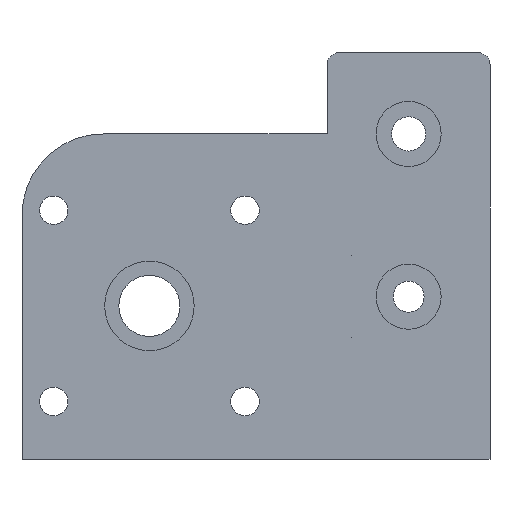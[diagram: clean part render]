
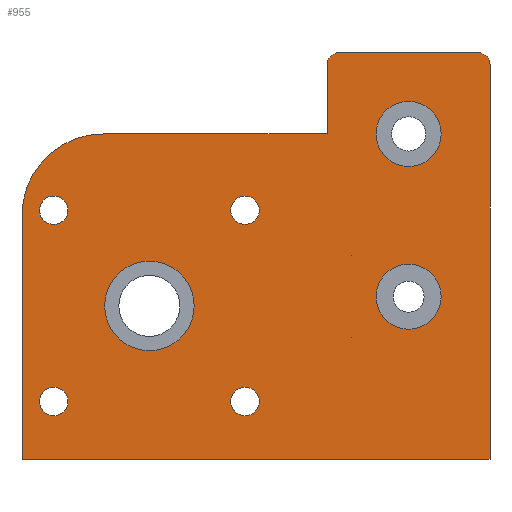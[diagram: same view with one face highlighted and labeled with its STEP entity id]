
A CAD part, left-side view. The second image highlights one B-rep face of the part: STEP entity #955.
In plain terms, the highlighted planar face has unit normal (-1, 0, 0).
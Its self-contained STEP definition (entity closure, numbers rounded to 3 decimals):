
#43=FACE_BOUND('',#119,.T.);
#44=FACE_BOUND('',#120,.T.);
#45=FACE_BOUND('',#121,.T.);
#46=FACE_BOUND('',#122,.T.);
#47=FACE_BOUND('',#123,.T.);
#48=FACE_BOUND('',#124,.T.);
#49=FACE_BOUND('',#125,.T.);
#50=FACE_BOUND('',#126,.T.);
#51=FACE_BOUND('',#127,.T.);
#65=FACE_OUTER_BOUND('',#118,.T.);
#118=EDGE_LOOP('',(#650,#651,#652,#653,#654,#655,#656,#657,#658));
#119=EDGE_LOOP('',(#659));
#120=EDGE_LOOP('',(#660));
#121=EDGE_LOOP('',(#661,#662,#663));
#122=EDGE_LOOP('',(#664,#665,#666));
#123=EDGE_LOOP('',(#667));
#124=EDGE_LOOP('',(#668));
#125=EDGE_LOOP('',(#669));
#126=EDGE_LOOP('',(#670));
#127=EDGE_LOOP('',(#671));
#193=CIRCLE('',#1023,20.);
#194=CIRCLE('',#1024,3.);
#195=CIRCLE('',#1025,3.);
#196=CIRCLE('',#1026,8.);
#197=CIRCLE('',#1027,8.);
#198=CIRCLE('',#1028,1.5);
#199=CIRCLE('',#1029,1.5);
#200=CIRCLE('',#1030,1.5);
#201=CIRCLE('',#1031,1.5);
#202=CIRCLE('',#1032,11.);
#203=CIRCLE('',#1033,3.5);
#204=CIRCLE('',#1034,3.5);
#205=CIRCLE('',#1035,3.5);
#206=CIRCLE('',#1036,3.5);
#249=LINE('',#1439,#333);
#250=LINE('',#1443,#334);
#251=LINE('',#1445,#335);
#252=LINE('',#1447,#336);
#253=LINE('',#1451,#337);
#254=LINE('',#1454,#338);
#255=LINE('',#1461,#339);
#256=LINE('',#1467,#340);
#333=VECTOR('',#1135,10.);
#334=VECTOR('',#1138,10.);
#335=VECTOR('',#1139,10.);
#336=VECTOR('',#1140,10.);
#337=VECTOR('',#1143,10.);
#338=VECTOR('',#1146,10.);
#339=VECTOR('',#1151,10.);
#340=VECTOR('',#1156,10.);
#417=VERTEX_POINT('',#1437);
#418=VERTEX_POINT('',#1438);
#419=VERTEX_POINT('',#1440);
#420=VERTEX_POINT('',#1442);
#421=VERTEX_POINT('',#1444);
#422=VERTEX_POINT('',#1446);
#423=VERTEX_POINT('',#1448);
#424=VERTEX_POINT('',#1450);
#425=VERTEX_POINT('',#1452);
#426=VERTEX_POINT('',#1455);
#427=VERTEX_POINT('',#1457);
#428=VERTEX_POINT('',#1459);
#429=VERTEX_POINT('',#1460);
#430=VERTEX_POINT('',#1462);
#431=VERTEX_POINT('',#1465);
#432=VERTEX_POINT('',#1466);
#433=VERTEX_POINT('',#1468);
#434=VERTEX_POINT('',#1471);
#435=VERTEX_POINT('',#1473);
#436=VERTEX_POINT('',#1475);
#437=VERTEX_POINT('',#1477);
#438=VERTEX_POINT('',#1479);
#510=EDGE_CURVE('',#417,#418,#249,.T.);
#511=EDGE_CURVE('',#418,#419,#193,.T.);
#512=EDGE_CURVE('',#419,#420,#250,.T.);
#513=EDGE_CURVE('',#420,#421,#251,.T.);
#514=EDGE_CURVE('',#421,#422,#252,.T.);
#515=EDGE_CURVE('',#422,#423,#194,.T.);
#516=EDGE_CURVE('',#423,#424,#253,.T.);
#517=EDGE_CURVE('',#424,#425,#195,.T.);
#518=EDGE_CURVE('',#417,#425,#254,.T.);
#519=EDGE_CURVE('',#426,#426,#196,.T.);
#520=EDGE_CURVE('',#427,#427,#197,.T.);
#521=EDGE_CURVE('',#428,#429,#255,.T.);
#522=EDGE_CURVE('',#429,#430,#198,.T.);
#523=EDGE_CURVE('',#430,#428,#199,.T.);
#524=EDGE_CURVE('',#431,#432,#256,.T.);
#525=EDGE_CURVE('',#432,#433,#200,.T.);
#526=EDGE_CURVE('',#433,#431,#201,.T.);
#527=EDGE_CURVE('',#434,#434,#202,.T.);
#528=EDGE_CURVE('',#435,#435,#203,.F.);
#529=EDGE_CURVE('',#436,#436,#204,.F.);
#530=EDGE_CURVE('',#437,#437,#205,.F.);
#531=EDGE_CURVE('',#438,#438,#206,.F.);
#650=ORIENTED_EDGE('',*,*,#510,.T.);
#651=ORIENTED_EDGE('',*,*,#511,.T.);
#652=ORIENTED_EDGE('',*,*,#512,.T.);
#653=ORIENTED_EDGE('',*,*,#513,.T.);
#654=ORIENTED_EDGE('',*,*,#514,.T.);
#655=ORIENTED_EDGE('',*,*,#515,.T.);
#656=ORIENTED_EDGE('',*,*,#516,.T.);
#657=ORIENTED_EDGE('',*,*,#517,.T.);
#658=ORIENTED_EDGE('',*,*,#518,.F.);
#659=ORIENTED_EDGE('',*,*,#519,.T.);
#660=ORIENTED_EDGE('',*,*,#520,.T.);
#661=ORIENTED_EDGE('',*,*,#521,.T.);
#662=ORIENTED_EDGE('',*,*,#522,.T.);
#663=ORIENTED_EDGE('',*,*,#523,.T.);
#664=ORIENTED_EDGE('',*,*,#524,.T.);
#665=ORIENTED_EDGE('',*,*,#525,.T.);
#666=ORIENTED_EDGE('',*,*,#526,.T.);
#667=ORIENTED_EDGE('',*,*,#527,.T.);
#668=ORIENTED_EDGE('',*,*,#528,.T.);
#669=ORIENTED_EDGE('',*,*,#529,.T.);
#670=ORIENTED_EDGE('',*,*,#530,.T.);
#671=ORIENTED_EDGE('',*,*,#531,.T.);
#930=PLANE('',#1022);
#955=ADVANCED_FACE('',(#65,#43,#44,#45,#46,#47,#48,#49,#50,#51),#930,.T.);
#1022=AXIS2_PLACEMENT_3D('',#1436,#1133,#1134);
#1023=AXIS2_PLACEMENT_3D('',#1441,#1136,#1137);
#1024=AXIS2_PLACEMENT_3D('',#1449,#1141,#1142);
#1025=AXIS2_PLACEMENT_3D('',#1453,#1144,#1145);
#1026=AXIS2_PLACEMENT_3D('',#1456,#1147,#1148);
#1027=AXIS2_PLACEMENT_3D('',#1458,#1149,#1150);
#1028=AXIS2_PLACEMENT_3D('',#1463,#1152,#1153);
#1029=AXIS2_PLACEMENT_3D('',#1464,#1154,#1155);
#1030=AXIS2_PLACEMENT_3D('',#1469,#1157,#1158);
#1031=AXIS2_PLACEMENT_3D('',#1470,#1159,#1160);
#1032=AXIS2_PLACEMENT_3D('',#1472,#1161,#1162);
#1033=AXIS2_PLACEMENT_3D('',#1474,#1163,#1164);
#1034=AXIS2_PLACEMENT_3D('',#1476,#1165,#1166);
#1035=AXIS2_PLACEMENT_3D('',#1478,#1167,#1168);
#1036=AXIS2_PLACEMENT_3D('',#1480,#1169,#1170);
#1133=DIRECTION('center_axis',(-1.,0.,0.));
#1134=DIRECTION('ref_axis',(0.,1.,0.));
#1135=DIRECTION('',(0.,1.,0.));
#1136=DIRECTION('center_axis',(-1.,0.,0.));
#1137=DIRECTION('ref_axis',(0.,1.,0.));
#1138=DIRECTION('',(0.,0.,-1.));
#1139=DIRECTION('',(0.,-1.,0.));
#1140=DIRECTION('',(0.,0.,1.));
#1141=DIRECTION('center_axis',(-1.,0.,0.));
#1142=DIRECTION('ref_axis',(0.,-1.,0.));
#1143=DIRECTION('',(0.,1.,0.));
#1144=DIRECTION('center_axis',(-1.,0.,0.));
#1145=DIRECTION('ref_axis',(0.,0.,1.));
#1146=DIRECTION('',(0.,0.,1.));
#1147=DIRECTION('center_axis',(1.,0.,0.));
#1148=DIRECTION('ref_axis',(0.,-1.,0.));
#1149=DIRECTION('center_axis',(1.,0.,0.));
#1150=DIRECTION('ref_axis',(0.,-1.,0.));
#1151=DIRECTION('',(0.,-1.,0.));
#1152=DIRECTION('center_axis',(-1.,0.,0.));
#1153=DIRECTION('ref_axis',(0.,0.,
1.));
#1154=DIRECTION('center_axis',(-1.,0.,0.));
#1155=DIRECTION('ref_axis',(0.,-0.039,0.999));
#1156=DIRECTION('',(0.,1.,0.));
#1157=DIRECTION('center_axis',(-1.,0.,0.));
#1158=DIRECTION('ref_axis',(0.,0.,
-1.));
#1159=DIRECTION('center_axis',(-1.,0.,0.));
#1160=DIRECTION('ref_axis',(0.,0.039,-0.999));
#1161=DIRECTION('center_axis',(1.,0.,0.));
#1162=DIRECTION('ref_axis',(0.,-1.,0.));
#1163=DIRECTION('center_axis',(-1.,0.,0.));
#1164=DIRECTION('ref_axis',(0.,-1.,0.));
#1165=DIRECTION('center_axis',(-1.,0.,0.));
#1166=DIRECTION('ref_axis',(0.,-1.,0.));
#1167=DIRECTION('center_axis',(-1.,0.,0.));
#1168=DIRECTION('ref_axis',(0.,-1.,0.));
#1169=DIRECTION('center_axis',(-1.,0.,0.));
#1170=DIRECTION('ref_axis',(0.,-1.,0.));
#1436=CARTESIAN_POINT('Origin',(-328.801,390.934,152.313));
#1437=CARTESIAN_POINT('',(-328.801,580.,169.313));
#1438=CARTESIAN_POINT('',(-328.801,635.,169.313));
#1439=CARTESIAN_POINT('',(-328.801,580.,169.313));
#1440=CARTESIAN_POINT('',(-328.801,655.,149.313));
#1441=CARTESIAN_POINT('Origin',(-328.801,635.,149.313));
#1442=CARTESIAN_POINT('',(-328.801,655.,89.313));
#1443=CARTESIAN_POINT('',(-328.801,655.,149.313));
#1444=CARTESIAN_POINT('',(-328.801,540.,89.313));
#1445=CARTESIAN_POINT('',(-328.801,655.,89.313));
#1446=CARTESIAN_POINT('',(-328.801,540.,186.313));
#1447=CARTESIAN_POINT('',(-328.801,540.,129.313));
#1448=CARTESIAN_POINT('',(-328.801,543.,189.313));
#1449=CARTESIAN_POINT('Origin',(-328.801,543.,186.313));
#1450=CARTESIAN_POINT('',(-328.801,577.,189.313));
#1451=CARTESIAN_POINT('',(-328.801,543.,189.313));
#1452=CARTESIAN_POINT('',(-328.801,580.,186.313));
#1453=CARTESIAN_POINT('Origin',(-328.801,577.,186.313));
#1454=CARTESIAN_POINT('',(-328.801,580.,144.313));
#1455=CARTESIAN_POINT('',(-328.801,568.,169.313));
#1456=CARTESIAN_POINT('Origin',(-328.801,560.,169.313));
#1457=CARTESIAN_POINT('',(-328.801,568.,129.313));
#1458=CARTESIAN_POINT('Origin',(-328.801,560.,129.313));
#1459=CARTESIAN_POINT('',(-328.801,574.117,139.381));
#1460=CARTESIAN_POINT('',(-328.801,574.,139.381));
#1461=CARTESIAN_POINT('',(-328.801,574.,139.381));
#1462=CARTESIAN_POINT('',(-328.801,574.058,139.38));
#1463=CARTESIAN_POINT('Origin',(-328.801,574.,137.881));
#1464=CARTESIAN_POINT('Origin',(-328.801,574.117,137.881));
#1465=CARTESIAN_POINT('',(-328.801,574.,119.245));
#1466=CARTESIAN_POINT('',(-328.801,574.117,119.245));
#1467=CARTESIAN_POINT('',(-328.801,574.117,119.245));
#1468=CARTESIAN_POINT('',(-328.801,574.058,119.246));
#1469=CARTESIAN_POINT('Origin',(-328.801,574.117,120.745));
#1470=CARTESIAN_POINT('Origin',(-328.801,574.,120.745));
#1471=CARTESIAN_POINT('',(-328.801,634.7,127.054));
#1472=CARTESIAN_POINT('Origin',(-328.801,623.7,127.054));
#1473=CARTESIAN_POINT('',(-328.801,603.7,103.554));
#1474=CARTESIAN_POINT('Origin',(-328.801,600.2,103.554));
#1475=CARTESIAN_POINT('',(-328.801,603.7,150.554));
#1476=CARTESIAN_POINT('Origin',(-328.801,600.2,150.554));
#1477=CARTESIAN_POINT('',(-328.801,650.7,103.554));
#1478=CARTESIAN_POINT('Origin',(-328.801,647.2,103.554));
#1479=CARTESIAN_POINT('',(-328.801,650.7,150.554));
#1480=CARTESIAN_POINT('Origin',(-328.801,647.2,150.554));
